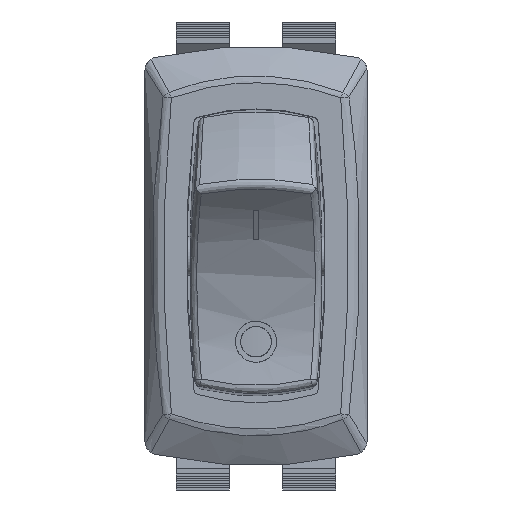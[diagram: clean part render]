
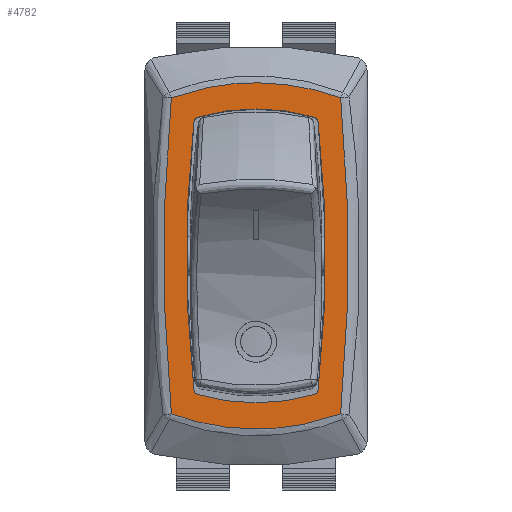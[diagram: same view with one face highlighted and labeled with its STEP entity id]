
A CAD part, top view. The second image highlights one B-rep face of the part: STEP entity #4782.
In plain terms, the highlighted planar face has unit normal (0, 0, 1).
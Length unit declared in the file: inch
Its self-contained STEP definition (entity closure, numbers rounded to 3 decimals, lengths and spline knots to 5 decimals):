
#86=B_SPLINE_CURVE_WITH_KNOTS('',3,(#7297,#7298,#7299,#7300,#7301),
 .UNSPECIFIED.,.F.,.F.,(4,1,4),(0.03013,0.58464,1.32399),
 .UNSPECIFIED.);
#88=B_SPLINE_CURVE_WITH_KNOTS('',3,(#7338,#7339,#7340,#7341,#7342,#7343),
 .UNSPECIFIED.,.F.,.F.,(4,1,1,4),(0.04315,1.06327,1.74335,
2.42342),.UNSPECIFIED.);
#92=B_SPLINE_CURVE_WITH_KNOTS('',3,(#7404,#7405,#7406,#7407,#7408,#7409),
 .UNSPECIFIED.,.F.,.F.,(4,1,1,4),(0.04315,1.06327,1.74335,
2.42342),.UNSPECIFIED.);
#94=B_SPLINE_CURVE_WITH_KNOTS('',3,(#7435,#7436,#7437,#7438,#7439),
 .UNSPECIFIED.,.F.,.F.,(4,1,4),(0.03013,0.58464,1.32399),
 .UNSPECIFIED.);
#249=FACE_BOUND('',#590,.T.);
#321=FACE_OUTER_BOUND('',#589,.T.);
#589=EDGE_LOOP('',(#3512,#3513,#3514,#3515));
#590=EDGE_LOOP('',(#3516,#3517,#3518,#3519,#3520,#3521,#3522,#3523));
#1800=CIRCLE('',#5059,0.01969);
#1802=CIRCLE('',#5062,0.61675);
#1804=CIRCLE('',#5065,0.01969);
#1806=CIRCLE('',#5068,3.47047);
#1808=CIRCLE('',#5071,0.01969);
#1810=CIRCLE('',#5074,0.61675);
#1812=CIRCLE('',#5077,0.01969);
#1834=CIRCLE('',#5113,3.47047);
#2049=VERTEX_POINT('',#6987);
#2050=VERTEX_POINT('',#6989);
#2052=VERTEX_POINT('',#6995);
#2054=VERTEX_POINT('',#7001);
#2056=VERTEX_POINT('',#7007);
#2060=VERTEX_POINT('',#7051);
#2062=VERTEX_POINT('',#7057);
#2064=VERTEX_POINT('',#7063);
#2083=VERTEX_POINT('',#7183);
#2088=VERTEX_POINT('',#7193);
#2090=VERTEX_POINT('',#7198);
#2098=VERTEX_POINT('',#7242);
#2558=EDGE_CURVE('',#2049,#2050,#1800,.T.);
#2562=EDGE_CURVE('',#2049,#2052,#1802,.T.);
#2565=EDGE_CURVE('',#2054,#2052,#1804,.T.);
#2568=EDGE_CURVE('',#2054,#2056,#1806,.T.);
#2573=EDGE_CURVE('',#2060,#2056,#1808,.T.);
#2576=EDGE_CURVE('',#2060,#2062,#1810,.T.);
#2579=EDGE_CURVE('',#2064,#2062,#1812,.T.);
#2620=EDGE_CURVE('',#2090,#2098,#86,.T.);
#2622=EDGE_CURVE('',#2098,#2088,#88,.T.);
#2626=EDGE_CURVE('',#2083,#2090,#92,.T.);
#2628=EDGE_CURVE('',#2088,#2083,#94,.T.);
#2651=EDGE_CURVE('',#2064,#2050,#1834,.T.);
#3512=ORIENTED_EDGE('',*,*,#2620,.F.);
#3513=ORIENTED_EDGE('',*,*,#2626,.F.);
#3514=ORIENTED_EDGE('',*,*,#2628,.F.);
#3515=ORIENTED_EDGE('',*,*,#2622,.F.);
#3516=ORIENTED_EDGE('',*,*,#2576,.T.);
#3517=ORIENTED_EDGE('',*,*,#2579,.F.);
#3518=ORIENTED_EDGE('',*,*,#2651,.T.);
#3519=ORIENTED_EDGE('',*,*,#2558,.F.);
#3520=ORIENTED_EDGE('',*,*,#2562,.T.);
#3521=ORIENTED_EDGE('',*,*,#2565,.F.);
#3522=ORIENTED_EDGE('',*,*,#2568,.T.);
#3523=ORIENTED_EDGE('',*,*,#2573,.F.);
#4572=PLANE('',#5112);
#4782=ADVANCED_FACE('',(#321,#249),#4572,.T.);
#5059=AXIS2_PLACEMENT_3D('',#6990,#5657,#5658);
#5062=AXIS2_PLACEMENT_3D('',#6997,#5665,#5666);
#5065=AXIS2_PLACEMENT_3D('',#7003,#5672,#5673);
#5068=AXIS2_PLACEMENT_3D('',#7009,#5679,#5680);
#5071=AXIS2_PLACEMENT_3D('',#7053,#5686,#5687);
#5074=AXIS2_PLACEMENT_3D('',#7059,#5693,#5694);
#5077=AXIS2_PLACEMENT_3D('',#7065,#5700,#5701);
#5112=AXIS2_PLACEMENT_3D('',#7556,#5792,#5793);
#5113=AXIS2_PLACEMENT_3D('',#7557,#5794,#5795);
#5657=DIRECTION('center_axis',(0.,0.,
1.));
#5658=DIRECTION('ref_axis',(-0.763,0.646,0.));
#5665=DIRECTION('center_axis',(0.,0.,
-1.));
#5666=DIRECTION('ref_axis',(-0.296,-0.955,0.));
#5672=DIRECTION('center_axis',(0.,0.,
1.));
#5673=DIRECTION('ref_axis',(0.763,0.646,0.));
#5679=DIRECTION('center_axis',(0.,0.,
-1.));
#5680=DIRECTION('ref_axis',(-0.993,0.117,0.));
#5686=DIRECTION('center_axis',(0.,0.,
1.));
#5687=DIRECTION('ref_axis',(0.763,-0.646,0.));
#5693=DIRECTION('center_axis',(0.,0.,
-1.));
#5694=DIRECTION('ref_axis',(0.296,0.955,0.));
#5700=DIRECTION('center_axis',(0.,0.,
1.));
#5701=DIRECTION('ref_axis',(-0.763,-0.646,0.));
#5792=DIRECTION('center_axis',(0.,0.,
1.));
#5793=DIRECTION('ref_axis',(1.,0.,0.));
#5794=DIRECTION('center_axis',(0.,0.,
-1.));
#5795=DIRECTION('ref_axis',(0.993,-0.117,0.));
#6987=CARTESIAN_POINT('',(-0.17008,0.41113,0.07874));
#6989=CARTESIAN_POINT('',(-0.1842,0.39444,0.07874));
#6990=CARTESIAN_POINT('Origin',(-0.16465,0.3922,0.07874));
#6995=CARTESIAN_POINT('',(0.17008,0.41113,0.07874));
#6997=CARTESIAN_POINT('Origin',(0.,-0.18171,
0.07874));
#7001=CARTESIAN_POINT('',(0.1842,0.39444,0.07874));
#7003=CARTESIAN_POINT('Origin',(0.16465,0.3922,0.07874));
#7007=CARTESIAN_POINT('',(0.1842,-0.39444,0.07874));
#7009=CARTESIAN_POINT('Origin',(-3.26378,0.,0.07874));
#7051=CARTESIAN_POINT('',(0.17008,-0.41113,0.07874));
#7053=CARTESIAN_POINT('Origin',(0.16465,-0.3922,0.07874));
#7057=CARTESIAN_POINT('',(-0.17008,-0.41113,0.07874));
#7059=CARTESIAN_POINT('Origin',(0.,0.18171,
0.07874));
#7063=CARTESIAN_POINT('',(-0.1842,-0.39444,0.07874));
#7065=CARTESIAN_POINT('Origin',(-0.16465,-0.3922,0.07874));
#7183=CARTESIAN_POINT('',(0.25074,0.46791,0.07874));
#7193=CARTESIAN_POINT('',(-0.25074,0.46791,0.07874));
#7198=CARTESIAN_POINT('',(0.25074,-0.46791,0.07874));
#7242=CARTESIAN_POINT('',(-0.25074,-0.46791,0.07874));
#7297=CARTESIAN_POINT('Ctrl Pts',(0.25074,-0.46791,
0.07874));
#7298=CARTESIAN_POINT('Ctrl Pts',(0.1825,-0.49321,0.07874));
#7299=CARTESIAN_POINT('Ctrl Pts',(0.01323,-0.52762,
0.07874));
#7300=CARTESIAN_POINT('Ctrl Pts',(-0.15965,-0.50169,
0.07874));
#7301=CARTESIAN_POINT('Ctrl Pts',(-0.25074,-0.46791,
0.07874));
#7338=CARTESIAN_POINT('Ctrl Pts',(-0.25074,-0.46791,
0.07874));
#7339=CARTESIAN_POINT('Ctrl Pts',(-0.26488,-0.33478,
0.07874));
#7340=CARTESIAN_POINT('Ctrl Pts',(-0.27419,-0.11152,
0.07874));
#7341=CARTESIAN_POINT('Ctrl Pts',(-0.27127,0.2008,
0.07874));
#7342=CARTESIAN_POINT('Ctrl Pts',(-0.26017,0.37916,0.07874));
#7343=CARTESIAN_POINT('Ctrl Pts',(-0.25074,0.46791,
0.07874));
#7404=CARTESIAN_POINT('Ctrl Pts',(0.25074,0.46791,0.07874));
#7405=CARTESIAN_POINT('Ctrl Pts',(0.26488,0.33478,0.07874));
#7406=CARTESIAN_POINT('Ctrl Pts',(0.27419,0.11152,0.07874));
#7407=CARTESIAN_POINT('Ctrl Pts',(0.27127,-0.2008,
0.07874));
#7408=CARTESIAN_POINT('Ctrl Pts',(0.26017,-0.37916,
0.07874));
#7409=CARTESIAN_POINT('Ctrl Pts',(0.25074,-0.46791,
0.07874));
#7435=CARTESIAN_POINT('Ctrl Pts',(-0.25074,0.46791,
0.07874));
#7436=CARTESIAN_POINT('Ctrl Pts',(-0.1825,0.49321,
0.07874));
#7437=CARTESIAN_POINT('Ctrl Pts',(-0.01323,0.52762,
0.07874));
#7438=CARTESIAN_POINT('Ctrl Pts',(0.15965,0.50169,0.07874));
#7439=CARTESIAN_POINT('Ctrl Pts',(0.25074,0.46791,0.07874));
#7556=CARTESIAN_POINT('Origin',(0.,0.,
0.07874));
#7557=CARTESIAN_POINT('Origin',(3.26378,0.,0.07874));
